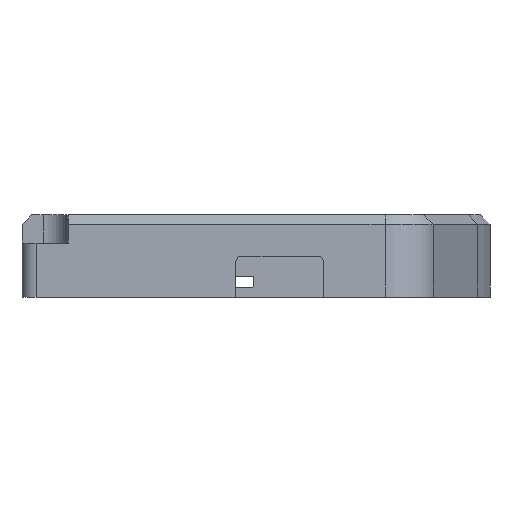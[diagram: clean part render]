
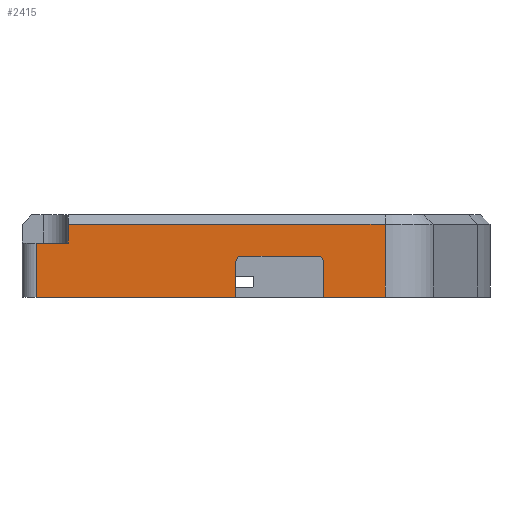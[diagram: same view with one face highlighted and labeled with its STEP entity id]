
A CAD part, left-side view. The second image highlights one B-rep face of the part: STEP entity #2415.
In plain terms, the highlighted planar face has unit normal (-1, 0, 0).
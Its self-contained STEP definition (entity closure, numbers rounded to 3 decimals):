
#230 = ORIENTED_EDGE ( 'NONE', *, *, #536, .T. ) ;
#302 = EDGE_CURVE ( 'NONE', #3026, #3521, #1797, .T. ) ;
#335 = LINE ( 'NONE', #3314, #3947 ) ;
#342 = LINE ( 'NONE', #682, #1068 ) ;
#451 = CARTESIAN_POINT ( 'NONE',  ( -70.414, -2.513, 7.953 ) ) ;
#536 = EDGE_CURVE ( 'NONE', #4197, #4073, #3789, .T. ) ;
#598 = DIRECTION ( 'NONE',  ( 0., -1., 0. ) ) ;
#612 = VERTEX_POINT ( 'NONE', #1466 ) ;
#631 = ORIENTED_EDGE ( 'NONE', *, *, #302, .T. ) ;
#643 = AXIS2_PLACEMENT_3D ( 'NONE', #2316, #2266, #2958 ) ;
#647 = VECTOR ( 'NONE', #4063, 1000. ) ;
#650 = AXIS2_PLACEMENT_3D ( 'NONE', #3621, #3576, #3596 ) ;
#682 = CARTESIAN_POINT ( 'NONE',  ( -70.414, -29.464, 8.753 ) ) ;
#715 = DIRECTION ( 'NONE',  ( 0., 1., 0. ) ) ;
#737 = CARTESIAN_POINT ( 'NONE',  ( -70.414, -16.769, 4.737 ) ) ;
#793 = CARTESIAN_POINT ( 'NONE',  ( -70.414, 0.237, 6.353 ) ) ;
#844 = CARTESIAN_POINT ( 'NONE',  ( -70.414, -16.769, 1.753 ) ) ;
#861 = AXIS2_PLACEMENT_3D ( 'NONE', #3911, #2980, #4231 ) ;
#1004 = CARTESIAN_POINT ( 'NONE',  ( -70.414, 0., 6.353 ) ) ;
#1026 = VERTEX_POINT ( 'NONE', #2235 ) ;
#1034 = EDGE_CURVE ( 'NONE', #1026, #1247, #3766, .T. ) ;
#1068 = VECTOR ( 'NONE', #2940, 1000. ) ;
#1074 = ORIENTED_EDGE ( 'NONE', *, *, #2369, .F. ) ;
#1145 = LINE ( 'NONE', #3093, #3260 ) ;
#1201 = DIRECTION ( 'NONE',  ( 0., -1., 0. ) ) ;
#1247 = VERTEX_POINT ( 'NONE', #451 ) ;
#1270 = VECTOR ( 'NONE', #2993, 1000. ) ;
#1300 = DIRECTION ( 'NONE',  ( 0., 0., -1. ) ) ;
#1314 = EDGE_CURVE ( 'NONE', #4195, #4197, #1145, .T. ) ;
#1334 = VECTOR ( 'NONE', #1300, 1000. ) ;
#1357 = DIRECTION ( 'NONE',  ( 0., 0., 1. ) ) ;
#1362 = EDGE_CURVE ( 'NONE', #612, #1437, #3199, .T. ) ;
#1437 = VERTEX_POINT ( 'NONE', #1559 ) ;
#1466 = CARTESIAN_POINT ( 'NONE',  ( -70.414, -24.229, 1.753 ) ) ;
#1470 = EDGE_CURVE ( 'NONE', #1026, #1437, #342, .T. ) ;
#1524 = EDGE_CURVE ( 'NONE', #3888, #3293, #2702, .T. ) ;
#1559 = CARTESIAN_POINT ( 'NONE',  ( -70.414, -29.464, 1.753 ) ) ;
#1612 = LINE ( 'NONE', #2308, #2847 ) ;
#1751 = ORIENTED_EDGE ( 'NONE', *, *, #2472, .F. ) ;
#1771 = ORIENTED_EDGE ( 'NONE', *, *, #2391, .T. ) ;
#1780 = CARTESIAN_POINT ( 'NONE',  ( -70.414, -2.513, 7.953 ) ) ;
#1797 = CIRCLE ( 'NONE', #643, 0.5 ) ;
#1959 = LINE ( 'NONE', #1004, #1270 ) ;
#1998 = PLANE ( 'NONE',  #650 ) ;
#2122 = ORIENTED_EDGE ( 'NONE', *, *, #1034, .T. ) ;
#2211 = ORIENTED_EDGE ( 'NONE', *, *, #1524, .T. ) ;
#2224 = VECTOR ( 'NONE', #3639, 1000. ) ;
#2235 = CARTESIAN_POINT ( 'NONE',  ( -70.414, -29.464, 7.953 ) ) ;
#2266 = DIRECTION ( 'NONE',  ( 1., 0., 0. ) ) ;
#2268 = CARTESIAN_POINT ( 'NONE',  ( -70.414, -2.513, 6.353 ) ) ;
#2308 = CARTESIAN_POINT ( 'NONE',  ( -70.414, 0., 5.237 ) ) ;
#2316 = CARTESIAN_POINT ( 'NONE',  ( -70.414, -17.269, 4.737 ) ) ;
#2329 = CARTESIAN_POINT ( 'NONE',  ( -70.414, -24.229, 8.753 ) ) ;
#2359 = ORIENTED_EDGE ( 'NONE', *, *, #2440, .T. ) ;
#2369 = EDGE_CURVE ( 'NONE', #3888, #3521, #1612, .T. ) ;
#2391 = EDGE_CURVE ( 'NONE', #4073, #3026, #335, .T. ) ;
#2405 = EDGE_LOOP ( 'NONE', ( #2596, #2122, #3340, #1751, #3444, #230, #1771, #631, #1074, #2211, #2359, #2824 ) ) ;
#2410 = EDGE_CURVE ( 'NONE', #3978, #1247, #2969, .T. ) ;
#2415 = ADVANCED_FACE ( 'NONE', ( #2620 ), #1998, .F. ) ;
#2440 = EDGE_CURVE ( 'NONE', #3293, #612, #2908, .T. ) ;
#2472 = EDGE_CURVE ( 'NONE', #4195, #3978, #1959, .T. ) ;
#2596 = ORIENTED_EDGE ( 'NONE', *, *, #1470, .F. ) ;
#2620 = FACE_OUTER_BOUND ( 'NONE', #2405, .T. ) ;
#2702 = CIRCLE ( 'NONE', #861, 0.5 ) ;
#2808 = CARTESIAN_POINT ( 'NONE',  ( -70.414, -17.269, 5.237 ) ) ;
#2824 = ORIENTED_EDGE ( 'NONE', *, *, #1362, .T. ) ;
#2826 = CARTESIAN_POINT ( 'NONE',  ( -70.414, 0., 1.753 ) ) ;
#2847 = VECTOR ( 'NONE', #715, 1000. ) ;
#2908 = LINE ( 'NONE', #2329, #1334 ) ;
#2940 = DIRECTION ( 'NONE',  ( 0., 0., -1. ) ) ;
#2958 = DIRECTION ( 'NONE',  ( 0., -1., 0. ) ) ;
#2969 = LINE ( 'NONE', #3964, #2224 ) ;
#2980 = DIRECTION ( 'NONE',  ( 1., 0., 0. ) ) ;
#2993 = DIRECTION ( 'NONE',  ( 0., -1., 0. ) ) ;
#3014 = CARTESIAN_POINT ( 'NONE',  ( -70.414, -23.729, 5.237 ) ) ;
#3026 = VERTEX_POINT ( 'NONE', #737 ) ;
#3053 = DIRECTION ( 'NONE',  ( 0., 0., -1. ) ) ;
#3093 = CARTESIAN_POINT ( 'NONE',  ( -70.414, 0.237, 8.753 ) ) ;
#3153 = CARTESIAN_POINT ( 'NONE',  ( -70.414, 0.237, 1.753 ) ) ;
#3199 = LINE ( 'NONE', #4144, #3807 ) ;
#3245 = CARTESIAN_POINT ( 'NONE',  ( -70.414, -24.229, 4.737 ) ) ;
#3260 = VECTOR ( 'NONE', #3053, 1000. ) ;
#3293 = VERTEX_POINT ( 'NONE', #3245 ) ;
#3314 = CARTESIAN_POINT ( 'NONE',  ( -70.414, -16.769, 8.753 ) ) ;
#3340 = ORIENTED_EDGE ( 'NONE', *, *, #2410, .F. ) ;
#3444 = ORIENTED_EDGE ( 'NONE', *, *, #1314, .T. ) ;
#3521 = VERTEX_POINT ( 'NONE', #2808 ) ;
#3576 = DIRECTION ( 'NONE',  ( 1., 0., 0. ) ) ;
#3596 = DIRECTION ( 'NONE',  ( 0., 1., 0. ) ) ;
#3621 = CARTESIAN_POINT ( 'NONE',  ( -70.414, 0., 8.753 ) ) ;
#3639 = DIRECTION ( 'NONE',  ( 0., 0., 1. ) ) ;
#3766 = LINE ( 'NONE', #1780, #647 ) ;
#3789 = LINE ( 'NONE', #2826, #4143 ) ;
#3807 = VECTOR ( 'NONE', #598, 1000. ) ;
#3888 = VERTEX_POINT ( 'NONE', #3014 ) ;
#3911 = CARTESIAN_POINT ( 'NONE',  ( -70.414, -23.729, 4.737 ) ) ;
#3947 = VECTOR ( 'NONE', #1357, 1000. ) ;
#3964 = CARTESIAN_POINT ( 'NONE',  ( -70.414, -2.513, 6.353 ) ) ;
#3978 = VERTEX_POINT ( 'NONE', #2268 ) ;
#4063 = DIRECTION ( 'NONE',  ( 0., 1., 0. ) ) ;
#4073 = VERTEX_POINT ( 'NONE', #844 ) ;
#4143 = VECTOR ( 'NONE', #1201, 1000. ) ;
#4144 = CARTESIAN_POINT ( 'NONE',  ( -70.414, 0., 1.753 ) ) ;
#4195 = VERTEX_POINT ( 'NONE', #793 ) ;
#4197 = VERTEX_POINT ( 'NONE', #3153 ) ;
#4231 = DIRECTION ( 'NONE',  ( 0., -1., 0. ) ) ;
